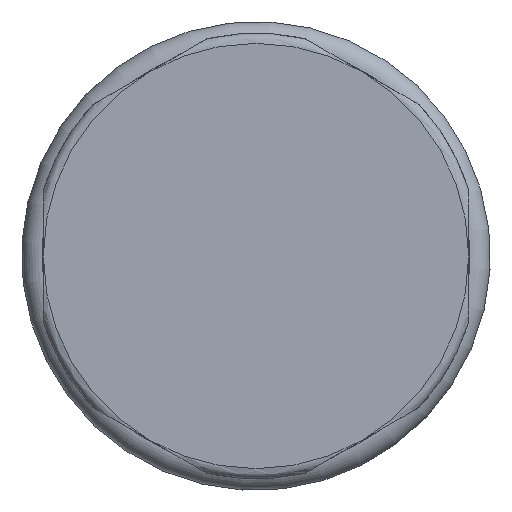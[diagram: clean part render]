
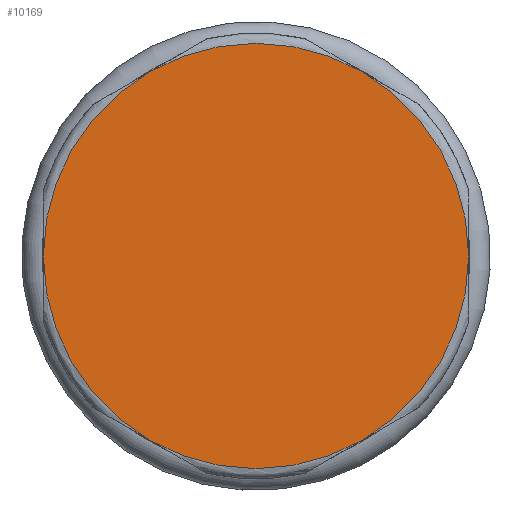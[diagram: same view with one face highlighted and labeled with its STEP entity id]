
A CAD part, left-side view. The second image highlights one B-rep face of the part: STEP entity #10169.
In plain terms, the highlighted planar face has unit normal (-1, 0, 0).
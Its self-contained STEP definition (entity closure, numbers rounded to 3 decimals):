
#509=CIRCLE('',#10595,10.5);
#510=CIRCLE('',#10596,10.5);
#511=CIRCLE('',#10597,10.5);
#512=CIRCLE('',#10598,10.5);
#513=CIRCLE('',#10599,10.5);
#514=CIRCLE('',#10600,10.5);
#1812=PLANE('',#10594);
#2305=FACE_OUTER_BOUND('',#2890,.T.);
#2890=EDGE_LOOP('',(#8737,#8738,#8739,#8740,#8741,#8742));
#4561=VERTEX_POINT('',#74454);
#4562=VERTEX_POINT('',#74455);
#4563=VERTEX_POINT('',#74457);
#4564=VERTEX_POINT('',#74459);
#4565=VERTEX_POINT('',#74461);
#4566=VERTEX_POINT('',#74463);
#5977=EDGE_CURVE('',#4561,#4562,#509,.T.);
#5978=EDGE_CURVE('',#4563,#4561,#510,.T.);
#5979=EDGE_CURVE('',#4564,#4563,#511,.T.);
#5980=EDGE_CURVE('',#4565,#4564,#512,.T.);
#5981=EDGE_CURVE('',#4566,#4565,#513,.T.);
#5982=EDGE_CURVE('',#4562,#4566,#514,.T.);
#8737=ORIENTED_EDGE('',*,*,#5977,.F.);
#8738=ORIENTED_EDGE('',*,*,#5978,.F.);
#8739=ORIENTED_EDGE('',*,*,#5979,.F.);
#8740=ORIENTED_EDGE('',*,*,#5980,.F.);
#8741=ORIENTED_EDGE('',*,*,#5981,.F.);
#8742=ORIENTED_EDGE('',*,*,#5982,.F.);
#10169=ADVANCED_FACE('',(#2305),#1812,.T.);
#10594=AXIS2_PLACEMENT_3D('',#74453,#11918,#11919);
#10595=AXIS2_PLACEMENT_3D('',#74456,#11920,#11921);
#10596=AXIS2_PLACEMENT_3D('',#74458,#11922,#11923);
#10597=AXIS2_PLACEMENT_3D('',#74460,#11924,#11925);
#10598=AXIS2_PLACEMENT_3D('',#74462,#11926,#11927);
#10599=AXIS2_PLACEMENT_3D('',#74464,#11928,#11929);
#10600=AXIS2_PLACEMENT_3D('',#74465,#11930,#11931);
#11918=DIRECTION('center_axis',(-1.,0.,0.));
#11919=DIRECTION('ref_axis',(0.,0.,1.));
#11920=DIRECTION('center_axis',(1.,0.,0.));
#11921=DIRECTION('ref_axis',(0.,-1.,0.));
#11922=DIRECTION('center_axis',(1.,0.,0.));
#11923=DIRECTION('ref_axis',(0.,-1.,0.));
#11924=DIRECTION('center_axis',(1.,0.,0.));
#11925=DIRECTION('ref_axis',(0.,-1.,0.));
#11926=DIRECTION('center_axis',(1.,0.,0.));
#11927=DIRECTION('ref_axis',(0.,-1.,0.));
#11928=DIRECTION('center_axis',(1.,0.,0.));
#11929=DIRECTION('ref_axis',(0.,-1.,0.));
#11930=DIRECTION('center_axis',(1.,0.,0.));
#11931=DIRECTION('ref_axis',(0.,-1.,0.));
#74453=CARTESIAN_POINT('Origin',(0.,8.975,0.));
#74454=CARTESIAN_POINT('',(0.,10.5,0.));
#74455=CARTESIAN_POINT('',(0.,5.25,9.093));
#74456=CARTESIAN_POINT('Origin',(0.,0.,0.));
#74457=CARTESIAN_POINT('',(0.,5.25,-9.093));
#74458=CARTESIAN_POINT('Origin',(0.,0.,0.));
#74459=CARTESIAN_POINT('',(0.,-5.25,-9.093));
#74460=CARTESIAN_POINT('Origin',(0.,0.,0.));
#74461=CARTESIAN_POINT('',(0.,-10.5,0.));
#74462=CARTESIAN_POINT('Origin',(0.,0.,0.));
#74463=CARTESIAN_POINT('',(0.,-5.25,9.093));
#74464=CARTESIAN_POINT('Origin',(0.,0.,0.));
#74465=CARTESIAN_POINT('Origin',(0.,0.,0.));
